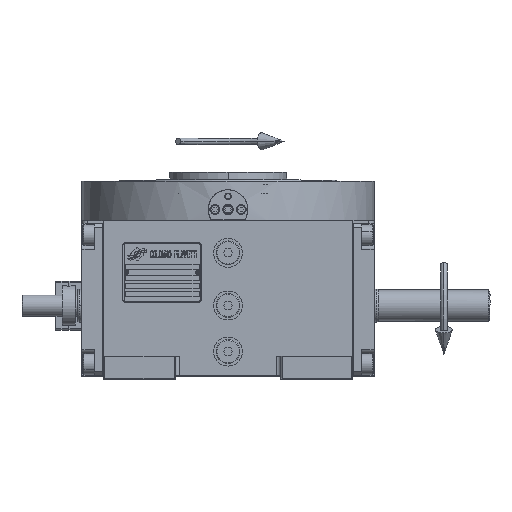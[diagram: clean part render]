
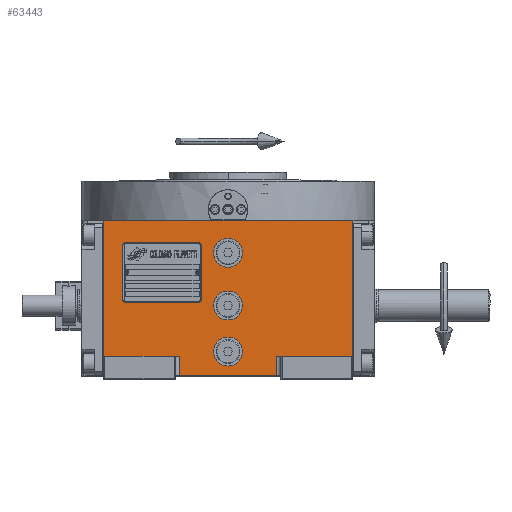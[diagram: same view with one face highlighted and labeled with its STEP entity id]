
A CAD part, top view. The second image highlights one B-rep face of the part: STEP entity #63443.
In plain terms, the highlighted planar face has unit normal (0, 0, 1).
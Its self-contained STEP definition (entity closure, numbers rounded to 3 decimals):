
#357 = DIRECTION ( 'NONE',  ( -1., 0., 0. ) ) ;
#1473 = EDGE_CURVE ( 'NONE', #11941, #30145, #32839, .T. ) ;
#1808 = VERTEX_POINT ( 'NONE', #25731 ) ;
#4111 = AXIS2_PLACEMENT_3D ( 'NONE', #6575, #63150, #40976 ) ;
#4212 = FACE_BOUND ( 'NONE', #59333, .T. ) ;
#4742 = ORIENTED_EDGE ( 'NONE', *, *, #72716, .T. ) ;
#4957 = CARTESIAN_POINT ( 'NONE',  ( -11., -35., 163.5 ) ) ;
#5392 = DIRECTION ( 'NONE',  ( 1., 0., 0. ) ) ;
#5863 = ORIENTED_EDGE ( 'NONE', *, *, #65715, .F. ) ;
#5954 = ORIENTED_EDGE ( 'NONE', *, *, #43293, .F. ) ;
#6575 = CARTESIAN_POINT ( 'NONE',  ( 0., 40., 163.5 ) ) ;
#7143 = AXIS2_PLACEMENT_3D ( 'NONE', #52237, #30070, #69624 ) ;
#7200 = CARTESIAN_POINT ( 'NONE',  ( 11., 0., 163.5 ) ) ;
#9495 = EDGE_CURVE ( 'NONE', #69881, #13287, #21378, .T. ) ;
#9529 = CARTESIAN_POINT ( 'NONE',  ( -94.5, -38.5, 163.5 ) ) ;
#9568 = ORIENTED_EDGE ( 'NONE', *, *, #1473, .T. ) ;
#9675 = LINE ( 'NONE', #22249, #30788 ) ;
#10130 = CARTESIAN_POINT ( 'NONE',  ( -94.5, 64.5, 163.5 ) ) ;
#10141 = ORIENTED_EDGE ( 'NONE', *, *, #33885, .F. ) ;
#10349 = ORIENTED_EDGE ( 'NONE', *, *, #41606, .F. ) ;
#10802 = VECTOR ( 'NONE', #11311, 1000. ) ;
#11311 = DIRECTION ( 'NONE',  ( 0., 1., 0. ) ) ;
#11941 = VERTEX_POINT ( 'NONE', #44685 ) ;
#12664 = EDGE_CURVE ( 'NONE', #69335, #24960, #13015, .T. ) ;
#13015 = CIRCLE ( 'NONE', #24882, 11. ) ;
#13135 = DIRECTION ( 'NONE',  ( 0., -1., 0. ) ) ;
#13192 = VERTEX_POINT ( 'NONE', #50411 ) ;
#13287 = VERTEX_POINT ( 'NONE', #41781 ) ;
#13871 = CARTESIAN_POINT ( 'NONE',  ( 37., -38.5, 163.5 ) ) ;
#15034 = CARTESIAN_POINT ( 'NONE',  ( 0., -35., 163.5 ) ) ;
#15280 = EDGE_CURVE ( 'NONE', #52438, #60636, #23904, .T. ) ;
#15688 = LINE ( 'NONE', #10130, #55430 ) ;
#18239 = DIRECTION ( 'NONE',  ( 1., 0., 0. ) ) ;
#18681 = DIRECTION ( 'NONE',  ( 0., 0., 1. ) ) ;
#19698 = CARTESIAN_POINT ( 'NONE',  ( 37., -38.5, 163.5 ) ) ;
#21277 = DIRECTION ( 'NONE',  ( 0., 0., 1. ) ) ;
#21378 = LINE ( 'NONE', #9529, #41691 ) ;
#21638 = AXIS2_PLACEMENT_3D ( 'NONE', #56953, #51034, #357 ) ;
#22249 = CARTESIAN_POINT ( 'NONE',  ( -37., -53.5, 163.5 ) ) ;
#22456 = AXIS2_PLACEMENT_3D ( 'NONE', #71915, #21277, #66365 ) ;
#22605 = CARTESIAN_POINT ( 'NONE',  ( 11., -35., 163.5 ) ) ;
#22764 = ORIENTED_EDGE ( 'NONE', *, *, #9495, .T. ) ;
#23904 = LINE ( 'NONE', #40534, #10802 ) ;
#24295 = DIRECTION ( 'NONE',  ( 0., 0., 1. ) ) ;
#24602 = DIRECTION ( 'NONE',  ( 1., 0., 0. ) ) ;
#24882 = AXIS2_PLACEMENT_3D ( 'NONE', #15034, #49054, #71623 ) ;
#24960 = VERTEX_POINT ( 'NONE', #4957 ) ;
#25570 = DIRECTION ( 'NONE',  ( 0., 1., 0. ) ) ;
#25731 = CARTESIAN_POINT ( 'NONE',  ( 11., 40., 163.5 ) ) ;
#25737 = VECTOR ( 'NONE', #25570, 1000. ) ;
#26815 = FACE_BOUND ( 'NONE', #49591, .T. ) ;
#27130 = EDGE_LOOP ( 'NONE', ( #51188, #68874 ) ) ;
#27174 = PLANE ( 'NONE',  #22456 ) ;
#27732 = VECTOR ( 'NONE', #18239, 1000. ) ;
#30070 = DIRECTION ( 'NONE',  ( 0., 0., 1. ) ) ;
#30145 = VERTEX_POINT ( 'NONE', #47340 ) ;
#30788 = VECTOR ( 'NONE', #44785, 1000. ) ;
#32420 = EDGE_CURVE ( 'NONE', #38499, #30145, #46797, .T. ) ;
#32839 = LINE ( 'NONE', #61258, #38680 ) ;
#33171 = CIRCLE ( 'NONE', #7143, 11. ) ;
#33633 = EDGE_CURVE ( 'NONE', #13192, #41357, #33171, .T. ) ;
#33885 = EDGE_CURVE ( 'NONE', #11941, #13287, #9675, .T. ) ;
#34488 = AXIS2_PLACEMENT_3D ( 'NONE', #36046, #18681, #24602 ) ;
#36046 = CARTESIAN_POINT ( 'NONE',  ( 0., 0., 163.5 ) ) ;
#37883 = CARTESIAN_POINT ( 'NONE',  ( -94.5, -38.5, 163.5 ) ) ;
#38265 = FACE_OUTER_BOUND ( 'NONE', #46624, .T. ) ;
#38499 = VERTEX_POINT ( 'NONE', #61187 ) ;
#38612 = DIRECTION ( 'NONE',  ( 1., 0., 0. ) ) ;
#38680 = VECTOR ( 'NONE', #5392, 1000. ) ;
#40534 = CARTESIAN_POINT ( 'NONE',  ( 94.5, -38.5, 163.5 ) ) ;
#40976 = DIRECTION ( 'NONE',  ( 1., 0., 0. ) ) ;
#41357 = VERTEX_POINT ( 'NONE', #7200 ) ;
#41606 = EDGE_CURVE ( 'NONE', #24960, #69335, #53495, .T. ) ;
#41691 = VECTOR ( 'NONE', #66471, 1000. ) ;
#41781 = CARTESIAN_POINT ( 'NONE',  ( -37., -38.5, 163.5 ) ) ;
#43293 = EDGE_CURVE ( 'NONE', #1808, #61101, #70286, .T. ) ;
#43294 = LINE ( 'NONE', #65859, #25737 ) ;
#43876 = CARTESIAN_POINT ( 'NONE',  ( 94.5, -38.5, 163.5 ) ) ;
#44610 = ORIENTED_EDGE ( 'NONE', *, *, #62149, .F. ) ;
#44685 = CARTESIAN_POINT ( 'NONE',  ( -37., -53.5, 163.5 ) ) ;
#44785 = DIRECTION ( 'NONE',  ( 0., 1., 0. ) ) ;
#46624 = EDGE_LOOP ( 'NONE', ( #9568, #58043, #4742, #54855, #44610, #67692, #22764, #10141 ) ) ;
#46746 = EDGE_CURVE ( 'NONE', #69881, #62457, #43294, .T. ) ;
#46797 = LINE ( 'NONE', #13871, #56676 ) ;
#47340 = CARTESIAN_POINT ( 'NONE',  ( 37., -53.5, 163.5 ) ) ;
#48959 = CARTESIAN_POINT ( 'NONE',  ( -11., 40., 163.5 ) ) ;
#49054 = DIRECTION ( 'NONE',  ( 0., 0., 1. ) ) ;
#49408 = CARTESIAN_POINT ( 'NONE',  ( 94.5, 64.5, 163.5 ) ) ;
#49591 = EDGE_LOOP ( 'NONE', ( #5954, #5863 ) ) ;
#50411 = CARTESIAN_POINT ( 'NONE',  ( -11., 0., 163.5 ) ) ;
#51034 = DIRECTION ( 'NONE',  ( 0., 0., 1. ) ) ;
#51188 = ORIENTED_EDGE ( 'NONE', *, *, #69655, .F. ) ;
#52237 = CARTESIAN_POINT ( 'NONE',  ( 0., 0., 163.5 ) ) ;
#52438 = VERTEX_POINT ( 'NONE', #43876 ) ;
#53495 = CIRCLE ( 'NONE', #21638, 11. ) ;
#54546 = CIRCLE ( 'NONE', #34488, 11. ) ;
#54855 = ORIENTED_EDGE ( 'NONE', *, *, #15280, .T. ) ;
#54898 = FACE_BOUND ( 'NONE', #27130, .T. ) ;
#55430 = VECTOR ( 'NONE', #38612, 1000. ) ;
#56649 = CIRCLE ( 'NONE', #67273, 11. ) ;
#56676 = VECTOR ( 'NONE', #13135, 1000. ) ;
#56953 = CARTESIAN_POINT ( 'NONE',  ( 0., -35., 163.5 ) ) ;
#58043 = ORIENTED_EDGE ( 'NONE', *, *, #32420, .F. ) ;
#59333 = EDGE_LOOP ( 'NONE', ( #67990, #10349 ) ) ;
#59969 = CARTESIAN_POINT ( 'NONE',  ( -94.5, 64.5, 163.5 ) ) ;
#60636 = VERTEX_POINT ( 'NONE', #49408 ) ;
#61101 = VERTEX_POINT ( 'NONE', #48959 ) ;
#61187 = CARTESIAN_POINT ( 'NONE',  ( 37., -38.5, 163.5 ) ) ;
#61258 = CARTESIAN_POINT ( 'NONE',  ( -37., -53.5, 163.5 ) ) ;
#62149 = EDGE_CURVE ( 'NONE', #62457, #60636, #15688, .T. ) ;
#62457 = VERTEX_POINT ( 'NONE', #59969 ) ;
#63150 = DIRECTION ( 'NONE',  ( 0., 0., 1. ) ) ;
#63443 = ADVANCED_FACE ( 'NONE', ( #54898, #4212, #26815, #38265 ), #27174, .T. ) ;
#65715 = EDGE_CURVE ( 'NONE', #61101, #1808, #56649, .T. ) ;
#65859 = CARTESIAN_POINT ( 'NONE',  ( -94.5, -38.5, 163.5 ) ) ;
#66365 = DIRECTION ( 'NONE',  ( 1., 0., 0. ) ) ;
#66471 = DIRECTION ( 'NONE',  ( 1., 0., 0. ) ) ;
#67273 = AXIS2_PLACEMENT_3D ( 'NONE', #69040, #24295, #68666 ) ;
#67692 = ORIENTED_EDGE ( 'NONE', *, *, #46746, .F. ) ;
#67990 = ORIENTED_EDGE ( 'NONE', *, *, #12664, .F. ) ;
#68666 = DIRECTION ( 'NONE',  ( -1., 0., 0. ) ) ;
#68874 = ORIENTED_EDGE ( 'NONE', *, *, #33633, .F. ) ;
#68904 = LINE ( 'NONE', #19698, #27732 ) ;
#69040 = CARTESIAN_POINT ( 'NONE',  ( 0., 40., 163.5 ) ) ;
#69335 = VERTEX_POINT ( 'NONE', #22605 ) ;
#69624 = DIRECTION ( 'NONE',  ( -1., 0., 0. ) ) ;
#69655 = EDGE_CURVE ( 'NONE', #41357, #13192, #54546, .T. ) ;
#69881 = VERTEX_POINT ( 'NONE', #37883 ) ;
#70286 = CIRCLE ( 'NONE', #4111, 11. ) ;
#71623 = DIRECTION ( 'NONE',  ( 1., 0., 0. ) ) ;
#71915 = CARTESIAN_POINT ( 'NONE',  ( -94.5, -53.5, 163.5 ) ) ;
#72716 = EDGE_CURVE ( 'NONE', #38499, #52438, #68904, .T. ) ;
